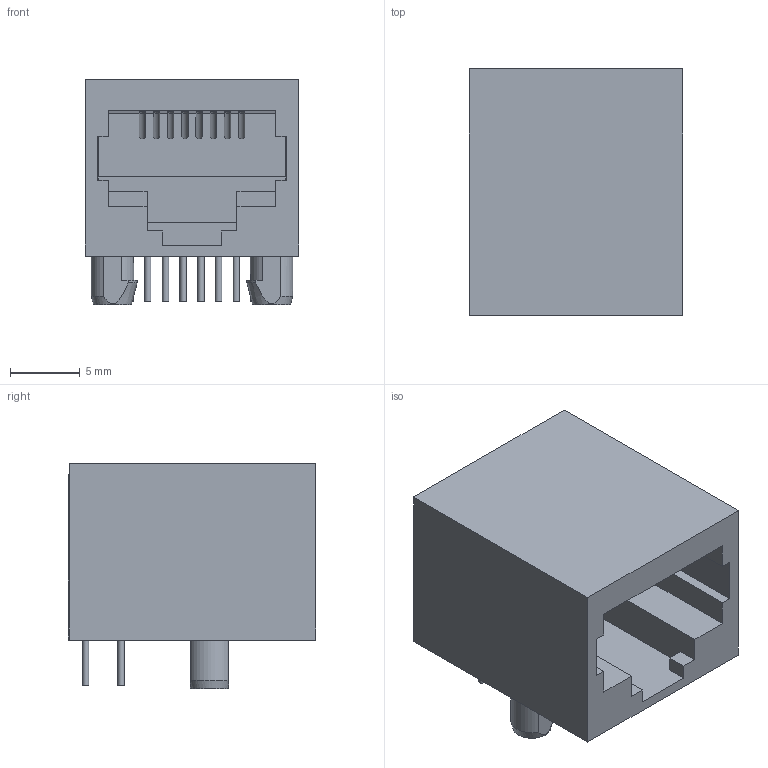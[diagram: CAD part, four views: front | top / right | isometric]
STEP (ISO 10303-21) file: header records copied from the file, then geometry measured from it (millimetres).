
FILE_DESCRIPTION(/* description */ (''),/* implementation_level */ '2;1');
FILE_NAME(/* name */ '54602-908LF-3D.step',/* time_stamp */ '2022-05-11T15:18:45+02:00',/* author */ (''),/* organization */ (''),/* preprocessor_version */ 'ST-DEVELOPER v18.1',/* originating_system */ 'Autodesk Translation Framework v10.14.0.1471',/* authorisation */ '');
FILE_SCHEMA (('AUTOMOTIVE_DESIGN { 1 0 10303 214 3 1 1 }'));
Length unit declared in the file: millimetre
Products named in the file (1): (Unsaved)
Bounding box: 15.3 x 17.74 x 16.2 mm (x, y, z)
Volume: 2406.9 mm3; surface area: 2087.6 mm2
Topology: 1 solids, 1 shells, 98 faces, 255 edges, 170 vertices
Faces by surface type: plane 66, cylinder 22, torus 8, cone 2
Full cylindrical faces by diameter (mm): 0.46 x16
Entity records: 3230 total; most frequent: CARTESIAN_POINT 712, ORIENTED_EDGE 510, DIRECTION 505, EDGE_CURVE 255, LINE 179, VECTOR 179, VERTEX_POINT 170, AXIS2_PLACEMENT_3D 163
